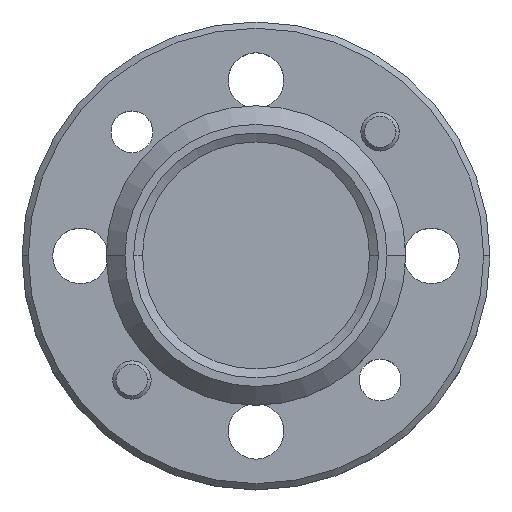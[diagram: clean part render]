
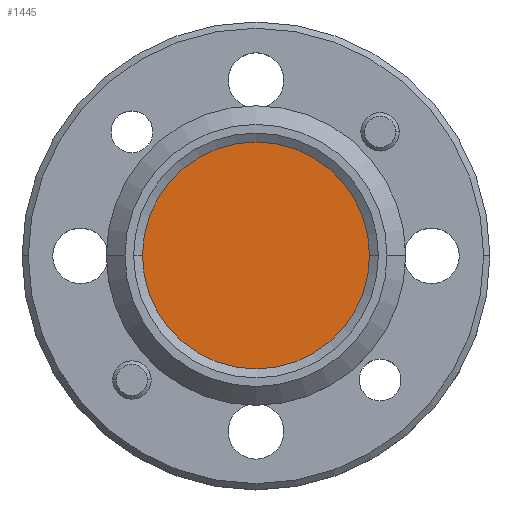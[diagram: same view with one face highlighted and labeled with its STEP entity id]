
A CAD part, top view. The second image highlights one B-rep face of the part: STEP entity #1445.
In plain terms, the highlighted planar face has unit normal (0, 0, 1).
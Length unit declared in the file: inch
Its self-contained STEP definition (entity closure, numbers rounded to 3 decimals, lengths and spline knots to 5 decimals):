
#21 = DIRECTION ( 'NONE',  ( 0., 0., 1. ) ) ;
#65 = DIRECTION ( 'NONE',  ( 0., 0., 1. ) ) ;
#137 = DIRECTION ( 'NONE',  ( 0., 0., 1. ) ) ;
#157 = EDGE_LOOP ( 'NONE', ( #753, #190 ) ) ;
#190 = ORIENTED_EDGE ( 'NONE', *, *, #2133, .T. ) ;
#233 = FACE_OUTER_BOUND ( 'NONE', #157, .T. ) ;
#340 = VERTEX_POINT ( 'NONE', #778 ) ;
#483 = DIRECTION ( 'NONE',  ( 1., 0., 0. ) ) ;
#513 = EDGE_CURVE ( 'NONE', #769, #340, #699, .T. ) ;
#556 = AXIS2_PLACEMENT_3D ( 'NONE', #2191, #137, #483 ) ;
#699 = CIRCLE ( 'NONE', #2209, 0.1819 ) ;
#753 = ORIENTED_EDGE ( 'NONE', *, *, #513, .T. ) ;
#769 = VERTEX_POINT ( 'NONE', #1695 ) ;
#778 = CARTESIAN_POINT ( 'NONE',  ( -0.1819, 0., -0.01 ) ) ;
#858 = AXIS2_PLACEMENT_3D ( 'NONE', #1627, #65, #1117 ) ;
#929 = PLANE ( 'NONE',  #858 ) ;
#1056 = CARTESIAN_POINT ( 'NONE',  ( 0., 0., -0.01 ) ) ;
#1117 = DIRECTION ( 'NONE',  ( 1., 0., 0. ) ) ;
#1229 = DIRECTION ( 'NONE',  ( 1., 0., 0. ) ) ;
#1374 = CIRCLE ( 'NONE', #556, 0.1819 ) ;
#1445 = ADVANCED_FACE ( 'NONE', ( #233 ), #929, .T. ) ;
#1627 = CARTESIAN_POINT ( 'NONE',  ( 0., 0., -0.01 ) ) ;
#1695 = CARTESIAN_POINT ( 'NONE',  ( 0.1819, 0., -0.01 ) ) ;
#2133 = EDGE_CURVE ( 'NONE', #340, #769, #1374, .T. ) ;
#2191 = CARTESIAN_POINT ( 'NONE',  ( 0., 0., -0.01 ) ) ;
#2209 = AXIS2_PLACEMENT_3D ( 'NONE', #1056, #21, #1229 ) ;
